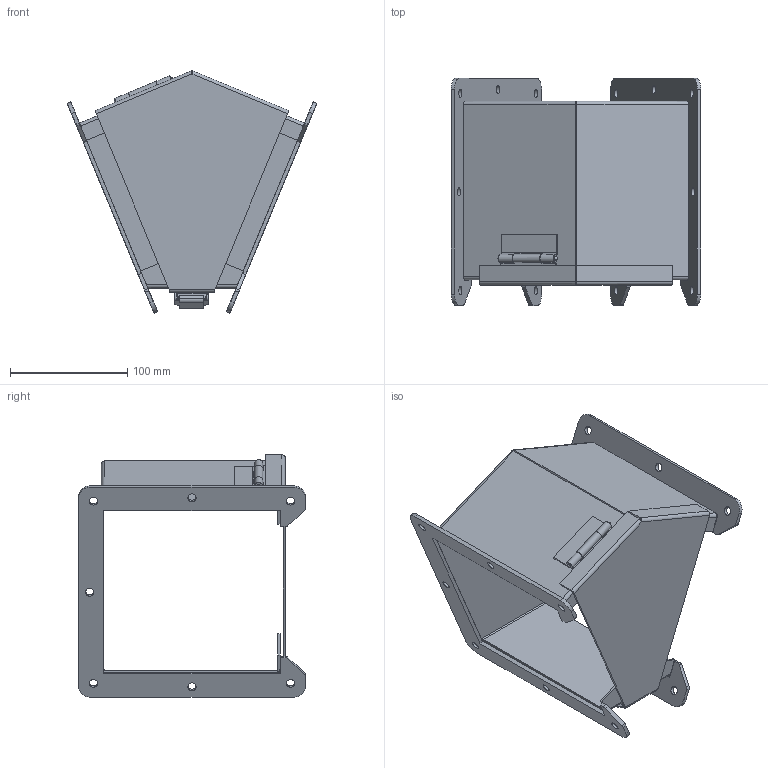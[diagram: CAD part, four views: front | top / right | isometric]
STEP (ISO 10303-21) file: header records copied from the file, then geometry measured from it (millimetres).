
FILE_DESCRIPTION (( 'STEP AP203' ), '1' );
FILE_NAME ('1485D4N.step', '2020-11-19T14:35:13', ( 'ADC123' ), ( 'Microsoft' ), 'SwSTEP 2.0', 'SolidWorks 2019', '' );
FILE_SCHEMA (( 'CONFIG_CONTROL_DESIGN' ));
Length unit declared in the file: inch
Products named in the file (1): 1485D4N
Bounding box: 212.88 x 193.68 x 206.66 mm (x, y, z)
Volume: 248777.2 mm3; surface area: 253224 mm2
Topology: 10 solids, 10 shells, 286 faces, 742 edges, 478 vertices
Faces by surface type: plane 165, cylinder 109, bspline 12
Full cylindrical faces by diameter (mm): 3.175 x2, 3.302 x2, 3.969 x2, 4.166 x2, 4.763 x3, 7.137 x14
Entity records: 9286 total; most frequent: CARTESIAN_POINT 2208, DIRECTION 1433, ORIENTED_EDGE 1424, EDGE_CURVE 712, LINE 481, VECTOR 481, VERTEX_POINT 477, AXIS2_PLACEMENT_3D 476
